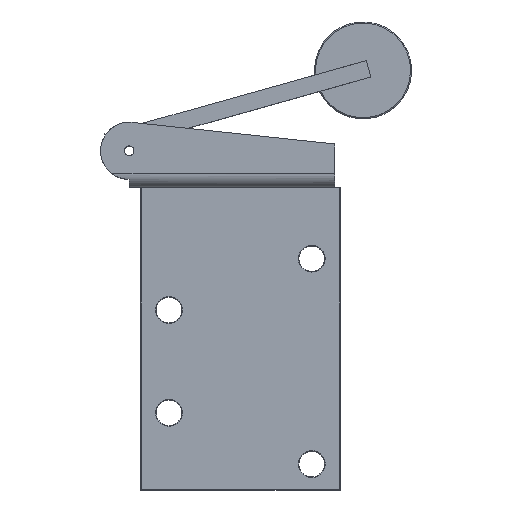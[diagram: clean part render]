
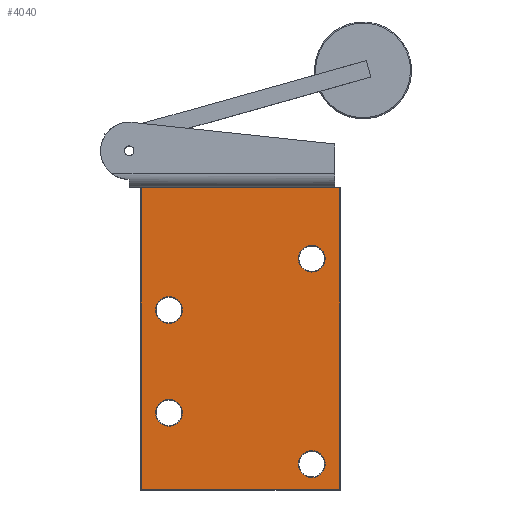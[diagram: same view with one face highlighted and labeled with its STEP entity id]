
A CAD part, top view. The second image highlights one B-rep face of the part: STEP entity #4040.
In plain terms, the highlighted planar face has unit normal (0, 0, 1).
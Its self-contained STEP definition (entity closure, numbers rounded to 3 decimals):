
#3430 = CIRCLE ( 'NONE', #3446, 2.35 ) ;
#3435 = CARTESIAN_POINT ( 'NONE',  ( -10.15, 31.5, 10.5 ) ) ;
#3436 = DIRECTION ( 'NONE',  ( -1., 0., 0. ) ) ;
#3437 = DIRECTION ( 'NONE',  ( 0., 0., -1. ) ) ;
#3438 = CARTESIAN_POINT ( 'NONE',  ( -12.5, 31.5, 10.5 ) ) ;
#3439 = AXIS2_PLACEMENT_3D ( 'NONE', #3438, #3437, #3436 ) ;
#3440 = CIRCLE ( 'NONE', #3439, 2.35 ) ;
#3446 = AXIS2_PLACEMENT_3D ( 'NONE', #3459, #3457, #3456 ) ;
#3456 = DIRECTION ( 'NONE',  ( -1., 0., 0. ) ) ;
#3457 = DIRECTION ( 'NONE',  ( 0., 0., -1. ) ) ;
#3459 = CARTESIAN_POINT ( 'NONE',  ( 12.5, 4.5, 10.5 ) ) ;
#3469 = CARTESIAN_POINT ( 'NONE',  ( -10.15, 13.5, 10.5 ) ) ;
#3470 = DIRECTION ( 'NONE',  ( -1., 0., 0. ) ) ;
#3471 = DIRECTION ( 'NONE',  ( 0., 0., -1. ) ) ;
#3472 = CARTESIAN_POINT ( 'NONE',  ( -12.5, 13.5, 10.5 ) ) ;
#3475 = AXIS2_PLACEMENT_3D ( 'NONE', #3472, #3471, #3470 ) ;
#3476 = CIRCLE ( 'NONE', #3475, 2.35 ) ;
#3481 = CARTESIAN_POINT ( 'NONE',  ( 10.15, 40.5, 10.5 ) ) ;
#3484 = CARTESIAN_POINT ( 'NONE',  ( 10.15, 4.5, 10.5 ) ) ;
#3894 = VERTEX_POINT ( 'NONE', #7269 ) ;
#3938 = EDGE_CURVE ( 'NONE', #6150, #6406, #7322, .T. ) ;
#3941 = EDGE_CURVE ( 'NONE', #3953, #3894, #7315, .T. ) ;
#3945 = EDGE_LOOP ( 'NONE', ( #3949, #3950, #3957, #4050 ) ) ;
#3948 = EDGE_LOOP ( 'NONE', ( #4043, #3959 ) ) ;
#3949 = ORIENTED_EDGE ( 'NONE', *, *, #3941, .T. ) ;
#3950 = ORIENTED_EDGE ( 'NONE', *, *, #3954, .T. ) ;
#3951 = VERTEX_POINT ( 'NONE', #7303 ) ;
#3953 = VERTEX_POINT ( 'NONE', #7483 ) ;
#3954 = EDGE_CURVE ( 'NONE', #3894, #3951, #7482, .T. ) ;
#3955 = EDGE_CURVE ( 'NONE', #3951, #3956, #7478, .T. ) ;
#3956 = VERTEX_POINT ( 'NONE', #7362 ) ;
#3957 = ORIENTED_EDGE ( 'NONE', *, *, #3955, .T. ) ;
#3959 = ORIENTED_EDGE ( 'NONE', *, *, #3960, .T. ) ;
#3960 = EDGE_CURVE ( 'NONE', #6153, #6405, #7361, .T. ) ;
#3961 = ORIENTED_EDGE ( 'NONE', *, *, #6143, .T. ) ;
#4008 = EDGE_LOOP ( 'NONE', ( #4021, #4022 ) ) ;
#4021 = ORIENTED_EDGE ( 'NONE', *, *, #6132, .T. ) ;
#4022 = ORIENTED_EDGE ( 'NONE', *, *, #4026, .T. ) ;
#4026 = EDGE_CURVE ( 'NONE', #6411, #6133, #7576, .T. ) ;
#4028 = ORIENTED_EDGE ( 'NONE', *, *, #3938, .T. ) ;
#4040 = ADVANCED_FACE ( 'NONE', ( #7698, #7697, #7696, #7695, #7694 ), #7693, .F. ) ;
#4041 = ORIENTED_EDGE ( 'NONE', *, *, #4042, .T. ) ;
#4042 = EDGE_CURVE ( 'NONE', #6412, #6157, #7691, .T. ) ;
#4043 = ORIENTED_EDGE ( 'NONE', *, *, #6414, .T. ) ;
#4049 = EDGE_LOOP ( 'NONE', ( #3961, #4028 ) ) ;
#4050 = ORIENTED_EDGE ( 'NONE', *, *, #4051, .T. ) ;
#4051 = EDGE_CURVE ( 'NONE', #3956, #3953, #7735, .T. ) ;
#4052 = EDGE_LOOP ( 'NONE', ( #4053, #4041 ) ) ;
#4053 = ORIENTED_EDGE ( 'NONE', *, *, #6156, .T. ) ;
#6132 = EDGE_CURVE ( 'NONE', #6133, #6411, #3440, .T. ) ;
#6133 = VERTEX_POINT ( 'NONE', #3435 ) ;
#6143 = EDGE_CURVE ( 'NONE', #6406, #6150, #3430, .T. ) ;
#6150 = VERTEX_POINT ( 'NONE', #3484 ) ;
#6153 = VERTEX_POINT ( 'NONE', #3481 ) ;
#6156 = EDGE_CURVE ( 'NONE', #6157, #6412, #3476, .T. ) ;
#6157 = VERTEX_POINT ( 'NONE', #3469 ) ;
#6405 = VERTEX_POINT ( 'NONE', #10553 ) ;
#6406 = VERTEX_POINT ( 'NONE', #10548 ) ;
#6411 = VERTEX_POINT ( 'NONE', #10541 ) ;
#6412 = VERTEX_POINT ( 'NONE', #10540 ) ;
#6414 = EDGE_CURVE ( 'NONE', #6405, #6153, #10538, .T. ) ;
#7269 = CARTESIAN_POINT ( 'NONE',  ( 17.4, 52.9, 10.5 ) ) ;
#7303 = CARTESIAN_POINT ( 'NONE',  ( -17.4, 52.9, 10.5 ) ) ;
#7312 = DIRECTION ( 'NONE',  ( 0., 1., 0. ) ) ;
#7313 = VECTOR ( 'NONE', #7312, 1000. ) ;
#7314 = CARTESIAN_POINT ( 'NONE',  ( 17.4, 53., 10.5 ) ) ;
#7315 = LINE ( 'NONE', #7314, #7313 ) ;
#7318 = DIRECTION ( 'NONE',  ( -1., 0., 0. ) ) ;
#7319 = DIRECTION ( 'NONE',  ( 0., 0., -1. ) ) ;
#7320 = CARTESIAN_POINT ( 'NONE',  ( 12.5, 4.5, 10.5 ) ) ;
#7321 = AXIS2_PLACEMENT_3D ( 'NONE', #7320, #7319, #7318 ) ;
#7322 = CIRCLE ( 'NONE', #7321, 2.35 ) ;
#7357 = DIRECTION ( 'NONE',  ( -1., 0., 0. ) ) ;
#7358 = DIRECTION ( 'NONE',  ( 0., 0., -1. ) ) ;
#7359 = CARTESIAN_POINT ( 'NONE',  ( 12.5, 40.5, 10.5 ) ) ;
#7360 = AXIS2_PLACEMENT_3D ( 'NONE', #7359, #7358, #7357 ) ;
#7361 = CIRCLE ( 'NONE', #7360, 2.35 ) ;
#7362 = CARTESIAN_POINT ( 'NONE',  ( -17.4, 0.1, 10.5 ) ) ;
#7475 = DIRECTION ( 'NONE',  ( 0., -1., 0. ) ) ;
#7476 = VECTOR ( 'NONE', #7475, 1000. ) ;
#7477 = CARTESIAN_POINT ( 'NONE',  ( -17.4, 53., 10.5 ) ) ;
#7478 = LINE ( 'NONE', #7477, #7476 ) ;
#7479 = DIRECTION ( 'NONE',  ( -1., 0., 0. ) ) ;
#7480 = VECTOR ( 'NONE', #7479, 1000. ) ;
#7481 = CARTESIAN_POINT ( 'NONE',  ( -17.5, 52.9, 10.5 ) ) ;
#7482 = LINE ( 'NONE', #7481, #7480 ) ;
#7483 = CARTESIAN_POINT ( 'NONE',  ( 17.4, 0.1, 10.5 ) ) ;
#7574 = CARTESIAN_POINT ( 'NONE',  ( -12.5, 31.5, 10.5 ) ) ;
#7575 = AXIS2_PLACEMENT_3D ( 'NONE', #7574, #7622, #7621 ) ;
#7576 = CIRCLE ( 'NONE', #7575, 2.35 ) ;
#7621 = DIRECTION ( 'NONE',  ( -1., 0., 0. ) ) ;
#7622 = DIRECTION ( 'NONE',  ( 0., 0., -1. ) ) ;
#7684 = DIRECTION ( 'NONE',  ( -1., 0., 0. ) ) ;
#7685 = DIRECTION ( 'NONE',  ( 0., 0., -1. ) ) ;
#7686 = CARTESIAN_POINT ( 'NONE',  ( -12.5, 13.5, 10.5 ) ) ;
#7687 = AXIS2_PLACEMENT_3D ( 'NONE', #7686, #7685, #7684 ) ;
#7688 = DIRECTION ( 'NONE',  ( -1., 0., 0. ) ) ;
#7689 = DIRECTION ( 'NONE',  ( 0., 0., -1. ) ) ;
#7690 = AXIS2_PLACEMENT_3D ( 'NONE', #7692, #7689, #7688 ) ;
#7691 = CIRCLE ( 'NONE', #7687, 2.35 ) ;
#7692 = CARTESIAN_POINT ( 'NONE',  ( -17.5, 53., 10.5 ) ) ;
#7693 = PLANE ( 'NONE',  #7690 ) ;
#7694 = FACE_BOUND ( 'NONE', #4008, .T. ) ;
#7695 = FACE_BOUND ( 'NONE', #4049, .T. ) ;
#7696 = FACE_BOUND ( 'NONE', #3948, .T. ) ;
#7697 = FACE_BOUND ( 'NONE', #4052, .T. ) ;
#7698 = FACE_OUTER_BOUND ( 'NONE', #3945, .T. ) ;
#7732 = DIRECTION ( 'NONE',  ( 1., 0., 0. ) ) ;
#7733 = VECTOR ( 'NONE', #7732, 1000. ) ;
#7734 = CARTESIAN_POINT ( 'NONE',  ( -17.5, 0.1, 10.5 ) ) ;
#7735 = LINE ( 'NONE', #7734, #7733 ) ;
#10522 = DIRECTION ( 'NONE',  ( -1., 0., 0. ) ) ;
#10535 = DIRECTION ( 'NONE',  ( 0., 0., -1. ) ) ;
#10536 = CARTESIAN_POINT ( 'NONE',  ( 12.5, 40.5, 10.5 ) ) ;
#10537 = AXIS2_PLACEMENT_3D ( 'NONE', #10536, #10535, #10522 ) ;
#10538 = CIRCLE ( 'NONE', #10537, 2.35 ) ;
#10540 = CARTESIAN_POINT ( 'NONE',  ( -14.85, 13.5, 10.5 ) ) ;
#10541 = CARTESIAN_POINT ( 'NONE',  ( -14.85, 31.5, 10.5 ) ) ;
#10548 = CARTESIAN_POINT ( 'NONE',  ( 14.85, 4.5, 10.5 ) ) ;
#10553 = CARTESIAN_POINT ( 'NONE',  ( 14.85, 40.5, 10.5 ) ) ;
